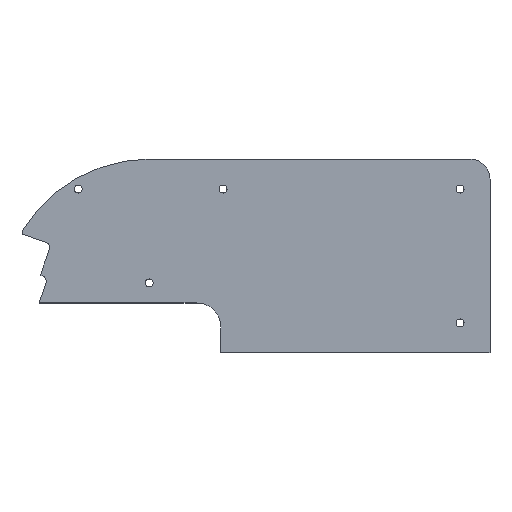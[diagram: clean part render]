
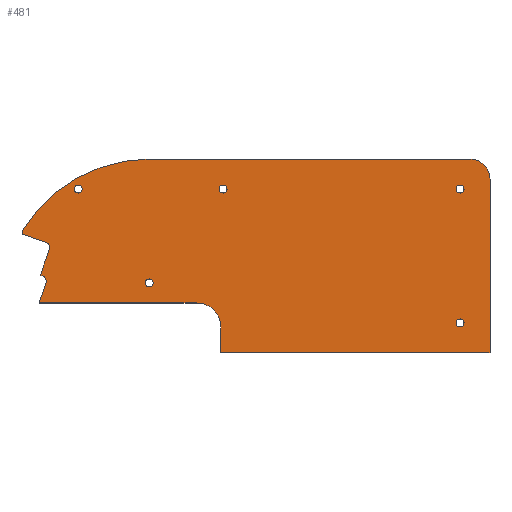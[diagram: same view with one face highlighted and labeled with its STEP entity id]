
A CAD part, top view. The second image highlights one B-rep face of the part: STEP entity #481.
In plain terms, the highlighted planar face has unit normal (0, 0, 1).
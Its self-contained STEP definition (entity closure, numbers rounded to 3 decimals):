
#15=FACE_BOUND('',#88,.T.);
#16=FACE_BOUND('',#89,.T.);
#17=FACE_BOUND('',#90,.T.);
#18=FACE_BOUND('',#91,.T.);
#19=FACE_BOUND('',#92,.T.);
#26=ELLIPSE('',#531,12.007,12.004);
#39=PLANE('',#540);
#63=FACE_OUTER_BOUND('',#87,.T.);
#87=EDGE_LOOP('',(#405,#406,#407,#408,#409,#410,#411,#412,#413,#414,#415,
#416,#417,#418,#419,#420,#421));
#88=EDGE_LOOP('',(#422));
#89=EDGE_LOOP('',(#423));
#90=EDGE_LOOP('',(#424));
#91=EDGE_LOOP('',(#425));
#92=EDGE_LOOP('',(#426));
#107=LINE('',#722,#151);
#112=LINE('',#740,#156);
#115=LINE('',#746,#159);
#119=LINE('',#758,#163);
#122=LINE('',#764,#166);
#125=LINE('',#770,#169);
#129=LINE('',#791,#173);
#132=LINE('',#797,#176);
#135=LINE('',#803,#179);
#139=LINE('',#815,#183);
#142=LINE('',#819,#186);
#151=VECTOR('',#590,10.);
#156=VECTOR('',#609,10.);
#159=VECTOR('',#614,10.);
#163=VECTOR('',#626,10.);
#166=VECTOR('',#631,10.);
#169=VECTOR('',#636,10.);
#173=VECTOR('',#646,10.);
#176=VECTOR('',#651,10.);
#179=VECTOR('',#656,10.);
#183=VECTOR('',#668,10.);
#186=VECTOR('',#673,10.);
#187=CIRCLE('',#498,2.);
#189=CIRCLE('',#501,2.);
#191=CIRCLE('',#504,2.);
#193=CIRCLE('',#507,2.);
#195=CIRCLE('',#510,2.);
#198=CIRCLE('',#514,3.);
#200=CIRCLE('',#518,1.19);
#202=CIRCLE('',#521,74.653);
#204=CIRCLE('',#526,10.);
#206=CIRCLE('',#537,3.);
#207=VERTEX_POINT('',#680);
#209=VERTEX_POINT('',#686);
#211=VERTEX_POINT('',#692);
#213=VERTEX_POINT('',#698);
#215=VERTEX_POINT('',#704);
#219=VERTEX_POINT('',#713);
#220=VERTEX_POINT('',#715);
#222=VERTEX_POINT('',#721);
#224=VERTEX_POINT('',#727);
#226=VERTEX_POINT('',#733);
#228=VERTEX_POINT('',#739);
#230=VERTEX_POINT('',#745);
#232=VERTEX_POINT('',#751);
#234=VERTEX_POINT('',#757);
#236=VERTEX_POINT('',#763);
#238=VERTEX_POINT('',#769);
#240=VERTEX_POINT('',#784);
#242=VERTEX_POINT('',#790);
#244=VERTEX_POINT('',#796);
#246=VERTEX_POINT('',#802);
#248=VERTEX_POINT('',#808);
#250=VERTEX_POINT('',#814);
#251=EDGE_CURVE('',#207,#207,#187,.T.);
#254=EDGE_CURVE('',#209,#209,#189,.T.);
#257=EDGE_CURVE('',#211,#211,#191,.T.);
#260=EDGE_CURVE('',#213,#213,#193,.T.);
#263=EDGE_CURVE('',#215,#215,#195,.T.);
#268=EDGE_CURVE('',#220,#219,#198,.T.);
#271=EDGE_CURVE('',#222,#220,#107,.T.);
#274=EDGE_CURVE('',#224,#222,#200,.T.);
#277=EDGE_CURVE('',#226,#224,#202,.T.);
#280=EDGE_CURVE('',#228,#226,#112,.T.);
#283=EDGE_CURVE('',#230,#228,#115,.T.);
#286=EDGE_CURVE('',#232,#230,#204,.T.);
#289=EDGE_CURVE('',#234,#232,#119,.T.);
#292=EDGE_CURVE('',#236,#234,#122,.T.);
#295=EDGE_CURVE('',#238,#236,#125,.T.);
#298=EDGE_CURVE('',#240,#238,#26,.T.);
#301=EDGE_CURVE('',#242,#240,#129,.T.);
#304=EDGE_CURVE('',#244,#242,#132,.T.);
#307=EDGE_CURVE('',#246,#244,#135,.T.);
#310=EDGE_CURVE('',#248,#246,#206,.T.);
#313=EDGE_CURVE('',#250,#248,#139,.T.);
#316=EDGE_CURVE('',#219,#250,#142,.T.);
#405=ORIENTED_EDGE('',*,*,#316,.T.);
#406=ORIENTED_EDGE('',*,*,#313,.T.);
#407=ORIENTED_EDGE('',*,*,#310,.T.);
#408=ORIENTED_EDGE('',*,*,#307,.T.);
#409=ORIENTED_EDGE('',*,*,#304,.T.);
#410=ORIENTED_EDGE('',*,*,#301,.T.);
#411=ORIENTED_EDGE('',*,*,#298,.T.);
#412=ORIENTED_EDGE('',*,*,#295,.T.);
#413=ORIENTED_EDGE('',*,*,#292,.T.);
#414=ORIENTED_EDGE('',*,*,#289,.T.);
#415=ORIENTED_EDGE('',*,*,#286,.T.);
#416=ORIENTED_EDGE('',*,*,#283,.T.);
#417=ORIENTED_EDGE('',*,*,#280,.T.);
#418=ORIENTED_EDGE('',*,*,#277,.T.);
#419=ORIENTED_EDGE('',*,*,#274,.T.);
#420=ORIENTED_EDGE('',*,*,#271,.T.);
#421=ORIENTED_EDGE('',*,*,#268,.T.);
#422=ORIENTED_EDGE('',*,*,#263,.T.);
#423=ORIENTED_EDGE('',*,*,#260,.T.);
#424=ORIENTED_EDGE('',*,*,#257,.T.);
#425=ORIENTED_EDGE('',*,*,#254,.T.);
#426=ORIENTED_EDGE('',*,*,#251,.T.);
#481=ADVANCED_FACE('',(#63,#15,#16,#17,#18,#19),#39,.T.);
#498=AXIS2_PLACEMENT_3D('',#681,#546,#547);
#501=AXIS2_PLACEMENT_3D('',#687,#553,#554);
#504=AXIS2_PLACEMENT_3D('',#693,#560,#561);
#507=AXIS2_PLACEMENT_3D('',#699,#567,#568);
#510=AXIS2_PLACEMENT_3D('',#705,#574,#575);
#514=AXIS2_PLACEMENT_3D('',#716,#584,#585);
#518=AXIS2_PLACEMENT_3D('',#728,#596,#597);
#521=AXIS2_PLACEMENT_3D('',#734,#603,#604);
#526=AXIS2_PLACEMENT_3D('',#752,#620,#621);
#531=AXIS2_PLACEMENT_3D('',#785,#640,#641);
#537=AXIS2_PLACEMENT_3D('',#809,#662,#663);
#540=AXIS2_PLACEMENT_3D('',#820,#674,#675);
#546=DIRECTION('center_axis',(0.,0.,-1.));
#547=DIRECTION('ref_axis',(1.,0.,0.));
#553=DIRECTION('center_axis',(0.,0.,-1.));
#554=DIRECTION('ref_axis',(1.,0.,0.));
#560=DIRECTION('center_axis',(0.,0.,-1.));
#561=DIRECTION('ref_axis',(1.,0.,0.));
#567=DIRECTION('center_axis',(0.,0.,-1.));
#568=DIRECTION('ref_axis',(1.,0.,0.));
#574=DIRECTION('center_axis',(0.,0.,-1.));
#575=DIRECTION('ref_axis',(1.,0.,0.));
#584=DIRECTION('center_axis',(0.,0.,-1.));
#585=DIRECTION('ref_axis',(0.954,-0.301,0.));
#590=DIRECTION('',(0.946,-0.325,0.));
#596=DIRECTION('center_axis',(0.,0.,1.));
#597=DIRECTION('ref_axis',(-0.823,0.568,0.));
#603=DIRECTION('center_axis',(0.,0.,1.));
#604=DIRECTION('ref_axis',(0.,1.,0.));
#609=DIRECTION('',(-1.,0.,0.));
#614=DIRECTION('',(-1.,0.,0.));
#620=DIRECTION('center_axis',(0.,0.,1.));
#621=DIRECTION('ref_axis',(1.,0.,0.));
#626=DIRECTION('',(0.,1.,0.));
#631=DIRECTION('',(1.,0.,0.));
#636=DIRECTION('',(0.001,-1.,0.));
#640=DIRECTION('center_axis',(0.,0.,-1.));
#641=DIRECTION('ref_axis',(0.986,-0.168,0.));
#646=DIRECTION('',(1.,0.,0.));
#651=DIRECTION('',(-0.327,-0.945,0.));
#656=DIRECTION('',(-0.326,-0.946,0.));
#662=DIRECTION('center_axis',(0.,0.,-1.));
#663=DIRECTION('ref_axis',(0.946,-0.326,0.));
#668=DIRECTION('',(0.946,-0.326,0.));
#673=DIRECTION('',(-0.325,-0.946,0.));
#674=DIRECTION('center_axis',(0.,0.,1.));
#675=DIRECTION('ref_axis',(1.,0.,0.));
#680=CARTESIAN_POINT('',(310.027,182.097,3.));
#681=CARTESIAN_POINT('Origin',(312.027,182.097,3.));
#686=CARTESIAN_POINT('',(310.027,115.097,3.));
#687=CARTESIAN_POINT('Origin',(312.027,115.097,3.));
#692=CARTESIAN_POINT('',(191.527,182.097,3.));
#693=CARTESIAN_POINT('Origin',(193.527,182.097,3.));
#698=CARTESIAN_POINT('',(119.027,182.097,3.));
#699=CARTESIAN_POINT('Origin',(121.027,182.097,3.));
#704=CARTESIAN_POINT('',(154.527,135.097,3.));
#705=CARTESIAN_POINT('Origin',(156.527,135.097,3.));
#713=CARTESIAN_POINT('',(106.577,151.838,3.));
#715=CARTESIAN_POINT('',(104.865,155.512,3.));
#716=CARTESIAN_POINT('Origin',(103.717,152.741,3.));
#721=CARTESIAN_POINT('',(93.786,159.32,3.));
#722=CARTESIAN_POINT('',(93.786,159.32,3.));
#727=CARTESIAN_POINT('',(93.184,161.125,3.));
#728=CARTESIAN_POINT('Origin',(94.164,160.449,3.));
#733=CARTESIAN_POINT('',(157.027,197.1,3.));
#734=CARTESIAN_POINT('Origin',(157.036,122.447,3.));
#739=CARTESIAN_POINT('',(169.132,197.1,3.));
#740=CARTESIAN_POINT('',(169.132,197.1,3.));
#745=CARTESIAN_POINT('',(317.502,197.089,3.));
#746=CARTESIAN_POINT('',(317.502,197.089,3.));
#751=CARTESIAN_POINT('',(327.027,187.1,3.));
#752=CARTESIAN_POINT('Origin',(317.027,187.1,3.));
#757=CARTESIAN_POINT('',(327.027,100.1,3.));
#758=CARTESIAN_POINT('',(327.027,100.1,3.));
#763=CARTESIAN_POINT('',(192.393,100.1,3.));
#764=CARTESIAN_POINT('',(192.393,100.1,3.));
#769=CARTESIAN_POINT('',(192.378,113.1,3.));
#770=CARTESIAN_POINT('',(192.378,113.1,3.));
#784=CARTESIAN_POINT('',(180.027,125.093,3.));
#785=CARTESIAN_POINT('Origin',(180.37,113.093,3.));
#790=CARTESIAN_POINT('',(101.571,125.093,3.));
#791=CARTESIAN_POINT('',(101.571,125.093,3.));
#796=CARTESIAN_POINT('',(104.576,133.769,3.));
#797=CARTESIAN_POINT('',(104.576,133.769,3.));
#802=CARTESIAN_POINT('',(104.929,134.794,3.));
#803=CARTESIAN_POINT('',(104.929,134.794,3.));
#808=CARTESIAN_POINT('',(103.069,138.608,3.));
#809=CARTESIAN_POINT('Origin',(102.092,135.771,3.));
#814=CARTESIAN_POINT('',(102.137,138.928,3.));
#815=CARTESIAN_POINT('',(102.137,138.928,3.));
#819=CARTESIAN_POINT('',(106.577,151.838,3.));
#820=CARTESIAN_POINT('Origin',(210.,148.6,3.));
